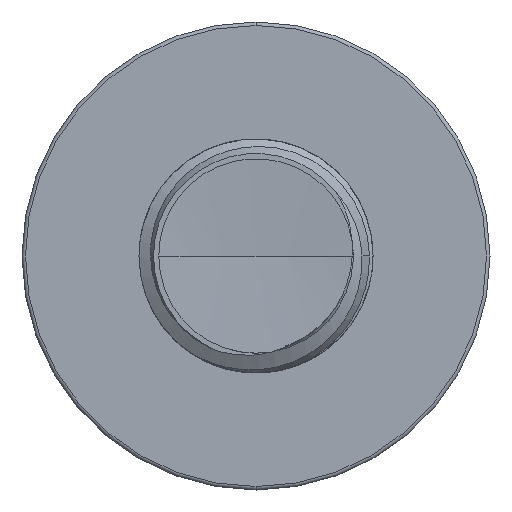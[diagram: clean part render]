
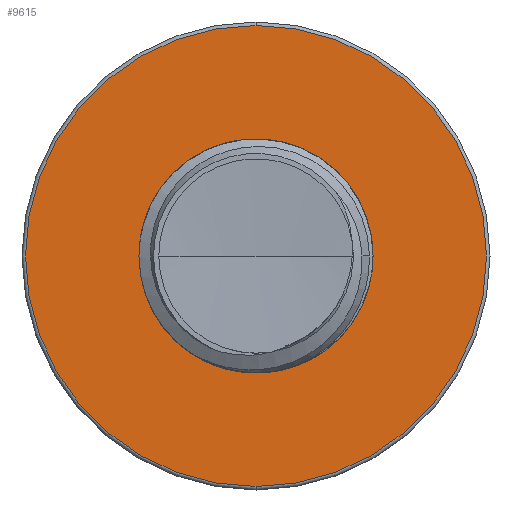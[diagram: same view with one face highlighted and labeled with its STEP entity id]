
A CAD part, front view. The second image highlights one B-rep face of the part: STEP entity #9615.
In plain terms, the highlighted planar face has unit normal (0, -1, 0).
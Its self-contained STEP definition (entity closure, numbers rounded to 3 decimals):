
#1212 = CARTESIAN_POINT ( 'NONE',  ( 0., 9., 0. ) ) ;
#2126 = EDGE_CURVE ( 'NONE', #4510, #21339, #18625, .T. ) ;
#3079 = FACE_OUTER_BOUND ( 'NONE', #21004, .T. ) ;
#3382 = DIRECTION ( 'NONE',  ( 0., 0., -1. ) ) ;
#4127 = CARTESIAN_POINT ( 'NONE',  ( 0., 9., 0. ) ) ;
#4200 = AXIS2_PLACEMENT_3D ( 'NONE', #4127, #19207, #6293 ) ;
#4292 = DIRECTION ( 'NONE',  ( 0., -1., 0. ) ) ;
#4466 = CARTESIAN_POINT ( 'NONE',  ( 0., 9., 3.99 ) ) ;
#4510 = VERTEX_POINT ( 'NONE', #11274 ) ;
#5408 = CIRCLE ( 'NONE', #13586, 7.88 ) ;
#5573 = CARTESIAN_POINT ( 'NONE',  ( 0., 9., 0. ) ) ;
#5857 = EDGE_LOOP ( 'NONE', ( #15975, #20402 ) ) ;
#6293 = DIRECTION ( 'NONE',  ( 0., 0., -1. ) ) ;
#7734 = DIRECTION ( 'NONE',  ( 0., 0., -1. ) ) ;
#8041 = CIRCLE ( 'NONE', #4200, 3.99 ) ;
#8127 = FACE_BOUND ( 'NONE', #5857, .T. ) ;
#9615 = ADVANCED_FACE ( 'NONE', ( #3079, #8127 ), #12764, .T. ) ;
#10698 = DIRECTION ( 'NONE',  ( 0., 0., -1. ) ) ;
#11187 = EDGE_CURVE ( 'NONE', #17628, #14261, #13185, .T. ) ;
#11274 = CARTESIAN_POINT ( 'NONE',  ( 0., 9., 7.88 ) ) ;
#12764 = PLANE ( 'NONE',  #16618 ) ;
#13185 = CIRCLE ( 'NONE', #25288, 3.99 ) ;
#13586 = AXIS2_PLACEMENT_3D ( 'NONE', #17204, #4292, #19376 ) ;
#13912 = ORIENTED_EDGE ( 'NONE', *, *, #2126, .T. ) ;
#14261 = VERTEX_POINT ( 'NONE', #25226 ) ;
#14936 = CARTESIAN_POINT ( 'NONE',  ( 0., 9., 3.99 ) ) ;
#14966 = AXIS2_PLACEMENT_3D ( 'NONE', #5573, #20659, #7734 ) ;
#15975 = ORIENTED_EDGE ( 'NONE', *, *, #26872, .F. ) ;
#16292 = DIRECTION ( 'NONE',  ( 0., -1., 0. ) ) ;
#16618 = AXIS2_PLACEMENT_3D ( 'NONE', #14936, #23619, #10698 ) ;
#16740 = EDGE_CURVE ( 'NONE', #21339, #4510, #5408, .T. ) ;
#17204 = CARTESIAN_POINT ( 'NONE',  ( 0., 9., 0. ) ) ;
#17628 = VERTEX_POINT ( 'NONE', #4466 ) ;
#18625 = CIRCLE ( 'NONE', #14966, 7.88 ) ;
#18994 = ORIENTED_EDGE ( 'NONE', *, *, #16740, .T. ) ;
#19207 = DIRECTION ( 'NONE',  ( 0., -1., 0. ) ) ;
#19376 = DIRECTION ( 'NONE',  ( 0., 0., -1. ) ) ;
#20364 = CARTESIAN_POINT ( 'NONE',  ( 0., 9., -7.88 ) ) ;
#20402 = ORIENTED_EDGE ( 'NONE', *, *, #11187, .F. ) ;
#20659 = DIRECTION ( 'NONE',  ( 0., -1., 0. ) ) ;
#21004 = EDGE_LOOP ( 'NONE', ( #18994, #13912 ) ) ;
#21339 = VERTEX_POINT ( 'NONE', #20364 ) ;
#23619 = DIRECTION ( 'NONE',  ( 0., -1., 0. ) ) ;
#25226 = CARTESIAN_POINT ( 'NONE',  ( 0., 9., -3.99 ) ) ;
#25288 = AXIS2_PLACEMENT_3D ( 'NONE', #1212, #16292, #3382 ) ;
#26872 = EDGE_CURVE ( 'NONE', #14261, #17628, #8041, .T. ) ;
